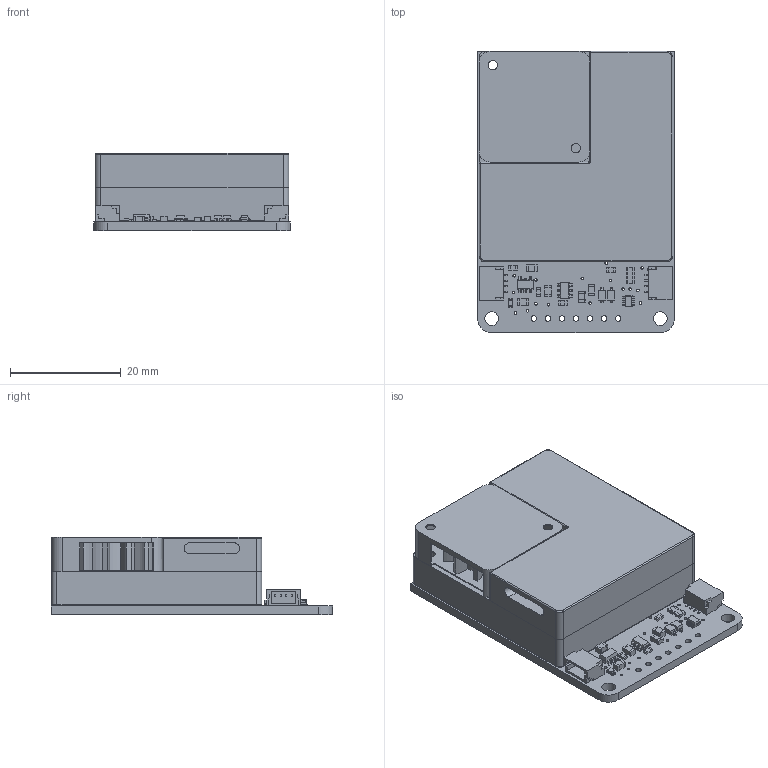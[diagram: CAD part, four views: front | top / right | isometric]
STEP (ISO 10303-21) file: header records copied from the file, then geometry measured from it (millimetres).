
FILE_DESCRIPTION(/* description */ (''),/* implementation_level */ '2;1');
FILE_NAME(/* name */ 'Adafruit PMSA003I v5.step',/* time_stamp */ '2020-11-16T08:33:07-05:00',/* author */ (''),/* organization */ (''),/* preprocessor_version */ 'ST-DEVELOPER v18.1',/* originating_system */ 'Autodesk Translation Framework v9.3.0.1241',/* authorisation */ '');
FILE_SCHEMA (('AUTOMOTIVE_DESIGN { 1 0 10303 214 3 1 1 }'));
Length unit declared in the file: millimetre
Products named in the file (15): Adafruit PMSA003I; PCB Component; Board; 1uF; AP2112K-3.3; 100K; 10K; BSS138; STEMMA_I2C_QT; GREEN; 2X05_1.27MM_SMT; 10uF; AP3602/RT9361; 1N4148; PMSA003i v4
Assembly tree (22 placements, depth 3):
  Adafruit PMSA003I
    PCB Component
      Board
      1uF  x4
      AP2112K-3.3
      100K  x4
      10K
      BSS138
      STEMMA_I2C_QT  x2
      GREEN
      2X05_1.27MM_SMT
      10uF
      AP3602/RT9361
      1N4148  x2
      PMSA003i v4
Bounding box: 35.56 x 50.8 x 13.97 mm (x, y, z)
Volume: 17492.7 mm3; surface area: 14367 mm2
Topology: 30 solids, 30 shells, 1100 faces, 2883 edges, 1840 vertices
Faces by surface type: plane 840, cylinder 206, bspline 28, sphere 18, torus 8
Full cylindrical faces by diameter (mm): 0.483 x25, 0.5 x4, 1 x7, 1.7 x6, 2.5 x4
Entity records: 28855 total; most frequent: CARTESIAN_POINT 5661, ORIENTED_EDGE 4616, DIRECTION 4424, EDGE_CURVE 2308, LINE 1798, VECTOR 1798, VERTEX_POINT 1470, AXIS2_PLACEMENT_3D 1313
